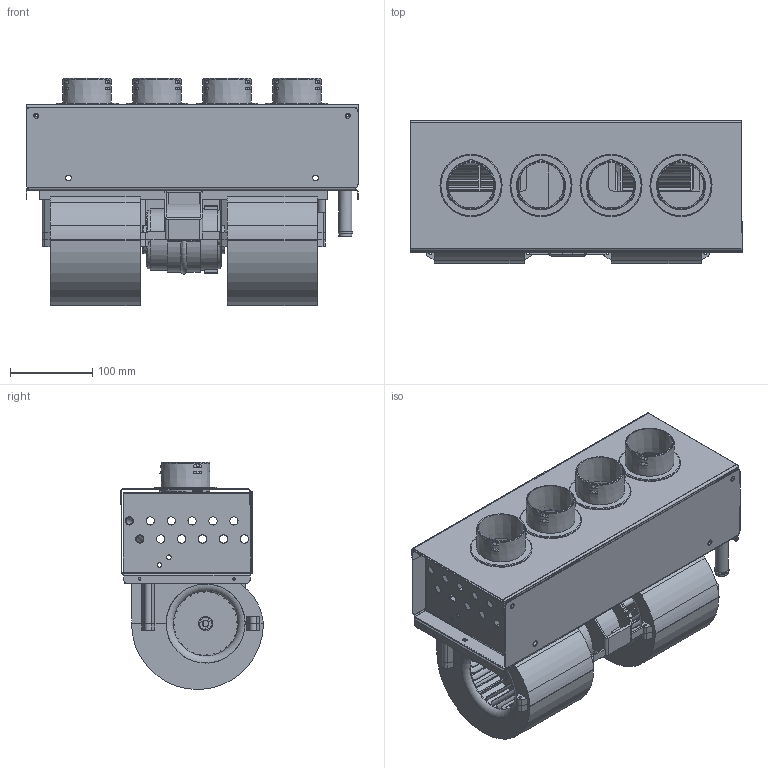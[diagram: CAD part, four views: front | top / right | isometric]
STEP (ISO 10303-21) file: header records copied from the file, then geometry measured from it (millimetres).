
FILE_DESCRIPTION(/* description */ ('UNIT HEATER 12V 12kW'),/* implementation_level */ '2;1');
FILE_NAME(/* name */ 'Marine Defroster 12 kW.stp',/* time_stamp */ '2020-01-24T13:51:44+01:00',/* author */ ('MICE'),/* organization */ ('Mobile Climate Control'),/* preprocessor_version */ 'ST-DEVELOPER v17',/* originating_system */ 'Autodesk Inventor 2018',/* authorisation */ 'Albin Pump Marine');
FILE_SCHEMA (('AUTOMOTIVE_DESIGN { 1 0 10303 214 3 1 1 }'));
Length unit declared in the file: millimetre
Products named in the file (18): C-S1W-036482; C-S1W-036486; C-S1W-036484; 22-0703; 22-0704; 24-6066; 24-6067; 34-2348; 34-2350; 27-0109; 20.100.00.355; 25-0048; 25-0348; 25-0271; 25-0102; 25-0200; 25-0060; 23-8011
Assembly tree (26 placements, depth 4):
  C-S1W-036482
    C-S1W-036486
    C-S1W-036484
    22-0703
      22-0704
        24-6066
        24-6067
      27-0109  x2
      34-2348
      34-2350
    20.100.00.355
      25-0048
      25-0348  x2
      25-0271
      25-0102
      25-0200  x2
      25-0060  x4
    23-8011  x4
Bounding box: 403.2 x 173.48 x 275.76 mm (x, y, z)
Volume: 1352015.5 mm3; surface area: 1228671.3 mm2
Topology: 23 solids, 27 shells, 2189 faces, 6625 edges, 4432 vertices
Faces by surface type: plane 808, cylinder 795, bspline 390, cone 122, torus 74
Full cylindrical faces by diameter (mm): 3 x18, 3.14 x16, 4.004 x4, 4.7 x25, 4.75 x6, 5 x4, 5.5 x4, 6 x6, 6.15 x4, 7 x4, 7.9 x2, 8 x2, 8.103 x5, 8.6 x2, 9 x2, 9.009 x2, 9.525 x5, 10 x24, 10.012 x2, 14.097 x4, 15.875 x4, 17 x4, 22 x2, 34.079 x2, 60 x4, 74.6 x1, 96 x4, 102 x2, 104 x4
Entity records: 49443 total; most frequent: CARTESIAN_POINT 13713, ORIENTED_EDGE 7508, DIRECTION 7289, EDGE_CURVE 3754, AXIS2_PLACEMENT_3D 2697, VERTEX_POINT 2520, LINE 1895, VECTOR 1895
